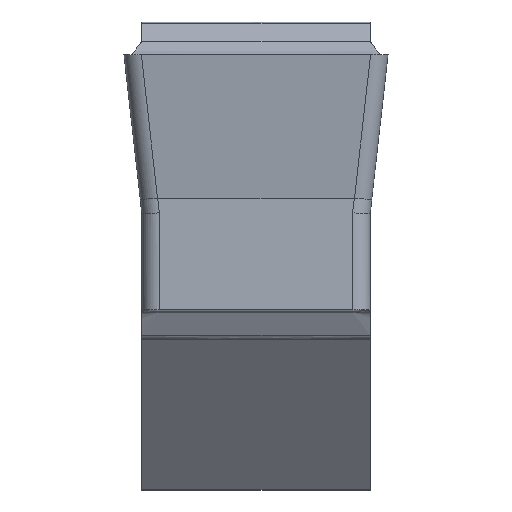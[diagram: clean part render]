
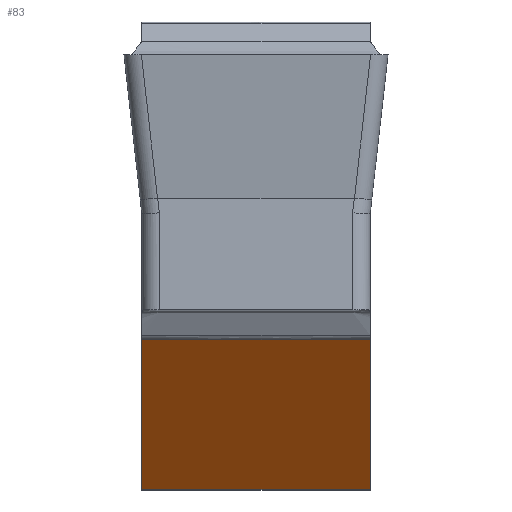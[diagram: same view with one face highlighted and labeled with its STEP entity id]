
A CAD part, front view. The second image highlights one B-rep face of the part: STEP entity #83.
In plain terms, the highlighted planar face has unit normal (0, -0.342, -0.94).
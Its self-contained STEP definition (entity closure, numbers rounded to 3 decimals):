
#83=ADVANCED_FACE('',(#137),#109,.T.);
#109=PLANE('',#837);
#137=FACE_OUTER_BOUND('',#175,.T.);
#175=EDGE_LOOP('',(#368,#369,#370,#371));
#368=ORIENTED_EDGE('',*,*,#593,.T.);
#369=ORIENTED_EDGE('',*,*,#502,.T.);
#370=ORIENTED_EDGE('',*,*,#594,.F.);
#371=ORIENTED_EDGE('',*,*,#541,.T.);
#430=VERTEX_POINT('',#1134);
#431=VERTEX_POINT('',#1136);
#469=VERTEX_POINT('',#1308);
#470=VERTEX_POINT('',#1310);
#502=EDGE_CURVE('',#431,#430,#607,.T.);
#541=EDGE_CURVE('',#470,#469,#624,.T.);
#593=EDGE_CURVE('',#469,#431,#658,.T.);
#594=EDGE_CURVE('',#470,#430,#659,.T.);
#607=LINE('',#1135,#664);
#624=LINE('',#1309,#681);
#658=LINE('',#1605,#721);
#659=LINE('',#1607,#722);
#664=VECTOR('',#864,1.);
#681=VECTOR('',#909,1.);
#721=VECTOR('',#991,1.);
#722=VECTOR('',#994,1.);
#837=AXIS2_PLACEMENT_3D('',#1608,#995,#996);
#864=DIRECTION('',(0.,-0.94,0.342));
#909=DIRECTION('',(0.,0.94,-0.342));
#991=DIRECTION('',(1.,0.,0.));
#994=DIRECTION('',(1.,0.,0.));
#995=DIRECTION('',(0.,-0.342,-0.94));
#996=DIRECTION('',(0.,0.94,-0.342));
#1134=CARTESIAN_POINT('',(2.6,-5.857,-6.481));
#1135=CARTESIAN_POINT('',(2.6,-2.768,-7.605));
#1136=CARTESIAN_POINT('',(2.6,3.495,-9.885));
#1308=CARTESIAN_POINT('',(-2.6,3.495,-9.885));
#1309=CARTESIAN_POINT('',(-2.6,-2.768,-7.605));
#1310=CARTESIAN_POINT('',(-2.6,-5.857,-6.481));
#1605=CARTESIAN_POINT('',(-5.4,3.495,-9.885));
#1607=CARTESIAN_POINT('',(-5.4,-5.857,-6.481));
#1608=CARTESIAN_POINT('',(-5.4,-5.857,-6.481));
